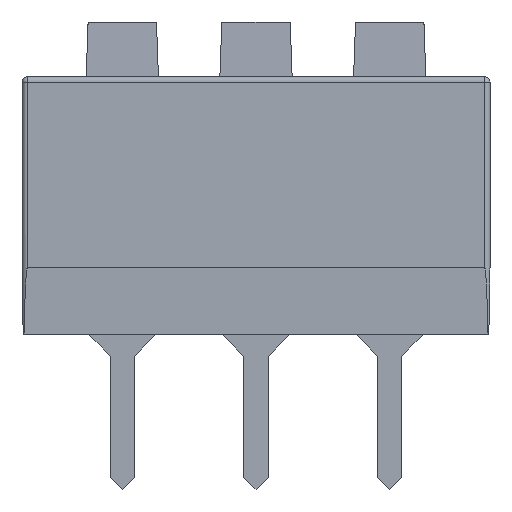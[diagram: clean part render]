
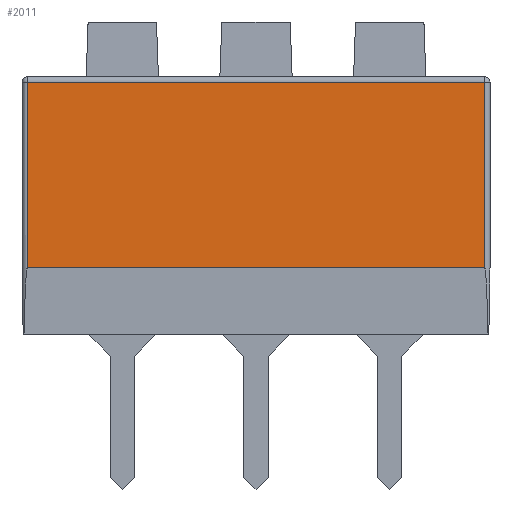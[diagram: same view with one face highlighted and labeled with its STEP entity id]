
A CAD part, front view. The second image highlights one B-rep face of the part: STEP entity #2011.
In plain terms, the highlighted planar face has unit normal (0, -1, 0).
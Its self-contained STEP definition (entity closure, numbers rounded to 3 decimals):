
#1972=CARTESIAN_POINT('',(4.345,-4.826,5.181));
#1973=VERTEX_POINT('',#1972);
#1974=CARTESIAN_POINT('',(-4.345,-4.826,5.181));
#1975=VERTEX_POINT('',#1974);
#1976=CARTESIAN_POINT('',(-4.445,-4.826,5.181));
#1977=DIRECTION('',(-1.0,-0.0,-0.0));
#1978=VECTOR('',#1977,1.0);
#1979=LINE('',#1976,#1978);
#1980=EDGE_CURVE('n� 6422',#1973,#1975,#1979,.T.);
#1981=ORIENTED_EDGE('',*,*,#1980,.T.);
#1982=CARTESIAN_POINT('',(-4.345,-4.826,1.651));
#1983=VERTEX_POINT('',#1982);
#1984=CARTESIAN_POINT('',(-4.345,-4.826,5.281));
#1985=DIRECTION('',(0.0,0.0,-1.0));
#1986=VECTOR('',#1985,1.0);
#1987=LINE('',#1984,#1986);
#1988=EDGE_CURVE('n� 6425',#1975,#1983,#1987,.T.);
#1989=ORIENTED_EDGE('',*,*,#1988,.T.);
#1990=CARTESIAN_POINT('',(4.345,-4.826,1.651));
#1991=VERTEX_POINT('',#1990);
#1992=CARTESIAN_POINT('',(-4.445,-4.826,1.651));
#1993=DIRECTION('',(1.0,0.0,0.0));
#1994=VECTOR('',#1993,1.0);
#1995=LINE('',#1992,#1994);
#1996=EDGE_CURVE('n� 6412',#1983,#1991,#1995,.T.);
#1997=ORIENTED_EDGE('',*,*,#1996,.T.);
#1998=CARTESIAN_POINT('',(4.345,-4.826,5.281));
#1999=DIRECTION('',(-0.0,0.0,1.0));
#2000=VECTOR('',#1999,1.0);
#2001=LINE('',#1998,#2000);
#2002=EDGE_CURVE('n� 6418',#1991,#1973,#2001,.T.);
#2003=ORIENTED_EDGE('',*,*,#2002,.T.);
#2004=EDGE_LOOP('',(#1981,#1989,#1997,#2003));
#2005=FACE_OUTER_BOUND('',#2004,.T.);
#2006=CARTESIAN_POINT('',(-4.445,-4.826,5.281));
#2007=DIRECTION('',(-0.0,1.0,-0.0));
#2008=DIRECTION('',(-1.0,-0.0,0.0));
#2009=AXIS2_PLACEMENT_3D('',#2006,#2007,#2008);
#2010=PLANE('',#2009);
#2011=ADVANCED_FACE('n� 83',(#2005),#2010,.F.);
